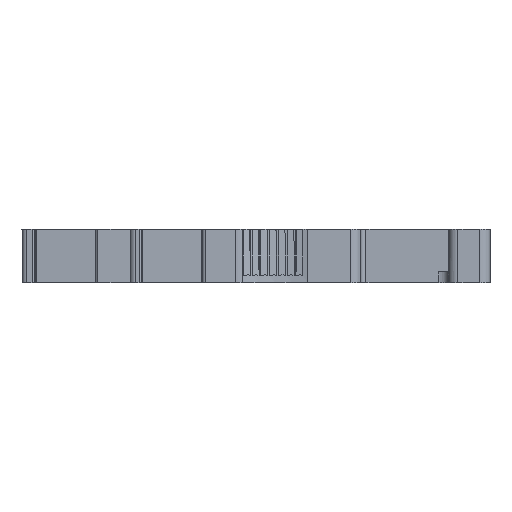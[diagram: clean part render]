
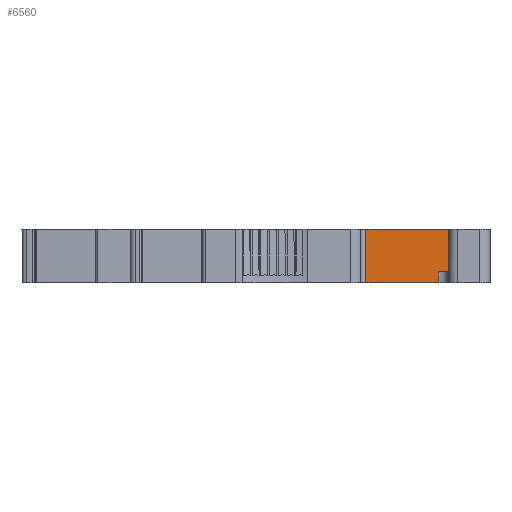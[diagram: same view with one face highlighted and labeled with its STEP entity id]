
A CAD part, left-side view. The second image highlights one B-rep face of the part: STEP entity #6560.
In plain terms, the highlighted planar face has unit normal (-1, 0, 0).
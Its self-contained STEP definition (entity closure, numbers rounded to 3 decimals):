
#1157 = DIRECTION ( 'NONE',  ( 0., 0., 1. ) ) ;
#1360 = LINE ( 'NONE', #19759, #4655 ) ;
#1682 = DIRECTION ( 'NONE',  ( 0., 0., 1. ) ) ;
#1867 = CARTESIAN_POINT ( 'NONE',  ( -28.698, -3.468, 0. ) ) ;
#2057 = ORIENTED_EDGE ( 'NONE', *, *, #15383, .F. ) ;
#2814 = VECTOR ( 'NONE', #17595, 1000. ) ;
#3228 = VERTEX_POINT ( 'NONE', #18636 ) ;
#3576 = DIRECTION ( 'NONE',  ( 0., 0., -1. ) ) ;
#3785 = VERTEX_POINT ( 'NONE', #14730 ) ;
#3930 = DIRECTION ( 'NONE',  ( 0., -1., 0. ) ) ;
#4386 = CARTESIAN_POINT ( 'NONE',  ( -28.698, 6.682, -5.2 ) ) ;
#4486 = EDGE_CURVE ( 'NONE', #3228, #15253, #5421, .T. ) ;
#4655 = VECTOR ( 'NONE', #16651, 1000. ) ;
#5313 = EDGE_CURVE ( 'NONE', #18339, #3785, #1360, .T. ) ;
#5417 = ORIENTED_EDGE ( 'NONE', *, *, #12775, .T. ) ;
#5421 = LINE ( 'NONE', #4386, #19354 ) ;
#5975 = EDGE_LOOP ( 'NONE', ( #9262, #15657, #6412, #19137, #2057, #5417 ) ) ;
#6412 = ORIENTED_EDGE ( 'NONE', *, *, #5313, .T. ) ;
#6560 = ADVANCED_FACE ( 'NONE', ( #19561 ), #13588, .T. ) ;
#6825 = CARTESIAN_POINT ( 'NONE',  ( -28.698, 6.182, -5.2 ) ) ;
#7773 = EDGE_CURVE ( 'NONE', #18339, #15253, #19010, .T. ) ;
#9074 = CARTESIAN_POINT ( 'NONE',  ( -28.698, 6.182, 0. ) ) ;
#9262 = ORIENTED_EDGE ( 'NONE', *, *, #4486, .T. ) ;
#9444 = CARTESIAN_POINT ( 'NONE',  ( -28.698, -3.468, -5.2 ) ) ;
#9545 = AXIS2_PLACEMENT_3D ( 'NONE', #15107, #11735, #1157 ) ;
#9583 = LINE ( 'NONE', #6825, #2814 ) ;
#9752 = CARTESIAN_POINT ( 'NONE',  ( -28.698, -0.918, -4.15 ) ) ;
#10966 = LINE ( 'NONE', #9444, #11951 ) ;
#11255 = CARTESIAN_POINT ( 'NONE',  ( -28.698, -0.918, -5.2 ) ) ;
#11310 = CARTESIAN_POINT ( 'NONE',  ( -28.698, -0.918, -4.15 ) ) ;
#11735 = DIRECTION ( 'NONE',  ( -1., 0., 0. ) ) ;
#11951 = VECTOR ( 'NONE', #1682, 1000. ) ;
#12355 = VECTOR ( 'NONE', #3576, 1000. ) ;
#12775 = EDGE_CURVE ( 'NONE', #14785, #3228, #9583, .T. ) ;
#13588 = PLANE ( 'NONE',  #9545 ) ;
#14730 = CARTESIAN_POINT ( 'NONE',  ( -28.698, -3.468, -4.15 ) ) ;
#14785 = VERTEX_POINT ( 'NONE', #9074 ) ;
#14794 = DIRECTION ( 'NONE',  ( 0., -1., 0. ) ) ;
#15107 = CARTESIAN_POINT ( 'NONE',  ( -28.698, 6.682, -5.2 ) ) ;
#15253 = VERTEX_POINT ( 'NONE', #11255 ) ;
#15383 = EDGE_CURVE ( 'NONE', #14785, #17686, #16359, .T. ) ;
#15657 = ORIENTED_EDGE ( 'NONE', *, *, #7773, .F. ) ;
#16359 = LINE ( 'NONE', #17871, #17707 ) ;
#16651 = DIRECTION ( 'NONE',  ( 0., -1., 0. ) ) ;
#17385 = EDGE_CURVE ( 'NONE', #3785, #17686, #10966, .T. ) ;
#17595 = DIRECTION ( 'NONE',  ( 0., 0., -1. ) ) ;
#17686 = VERTEX_POINT ( 'NONE', #1867 ) ;
#17707 = VECTOR ( 'NONE', #3930, 1000. ) ;
#17871 = CARTESIAN_POINT ( 'NONE',  ( -28.698, 6.682, 0. ) ) ;
#18339 = VERTEX_POINT ( 'NONE', #9752 ) ;
#18636 = CARTESIAN_POINT ( 'NONE',  ( -28.698, 6.182, -5.2 ) ) ;
#19010 = LINE ( 'NONE', #11310, #12355 ) ;
#19137 = ORIENTED_EDGE ( 'NONE', *, *, #17385, .T. ) ;
#19354 = VECTOR ( 'NONE', #14794, 1000. ) ;
#19561 = FACE_OUTER_BOUND ( 'NONE', #5975, .T. ) ;
#19759 = CARTESIAN_POINT ( 'NONE',  ( -28.698, -0.918, -4.15 ) ) ;
